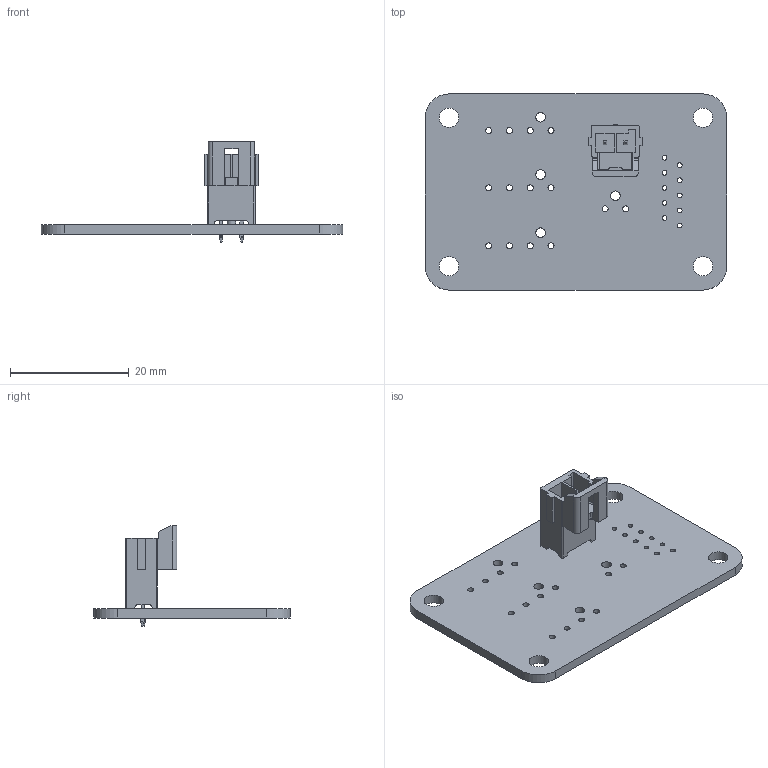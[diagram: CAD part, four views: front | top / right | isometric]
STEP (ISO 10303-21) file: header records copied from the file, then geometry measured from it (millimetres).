
FILE_DESCRIPTION(('FreeCAD Model'),'2;1');
FILE_NAME('InternalInterface.step','2018-01-28T19:28:33',('kicad StepUp'),('ksu MCAD'), 'Open CASCADE STEP processor 6.8','FreeCAD','Unknown');
FILE_SCHEMA(('AUTOMOTIVE_DESIGN_CC2 { 1 2 10303 214 -1 1 5 4 }'));
Length unit declared in the file: millimetre
Products named in the file (2): Pcb; Ultrafit-2_
Bounding box: 50.8 x 33.02 x 16.95 mm (x, y, z)
Volume: 2958.2 mm3; surface area: 4527.8 mm2
Topology: 2 solids, 2 shells, 206 faces, 569 edges, 370 vertices
Faces by surface type: plane 115, cylinder 89, sphere 2
Full cylindrical faces by diameter (mm): 0.8 x10, 1.02 x16, 1.6 x5, 3.264 x4
Entity records: 19155 total; most frequent: CARTESIAN_POINT 7884, DIRECTION 2020, ORIENTED_EDGE 1138, PCURVE 1138, DEFINITIONAL_REPRESENTATION 1138, LINE 1137, VECTOR 1137, EDGE_CURVE 569
